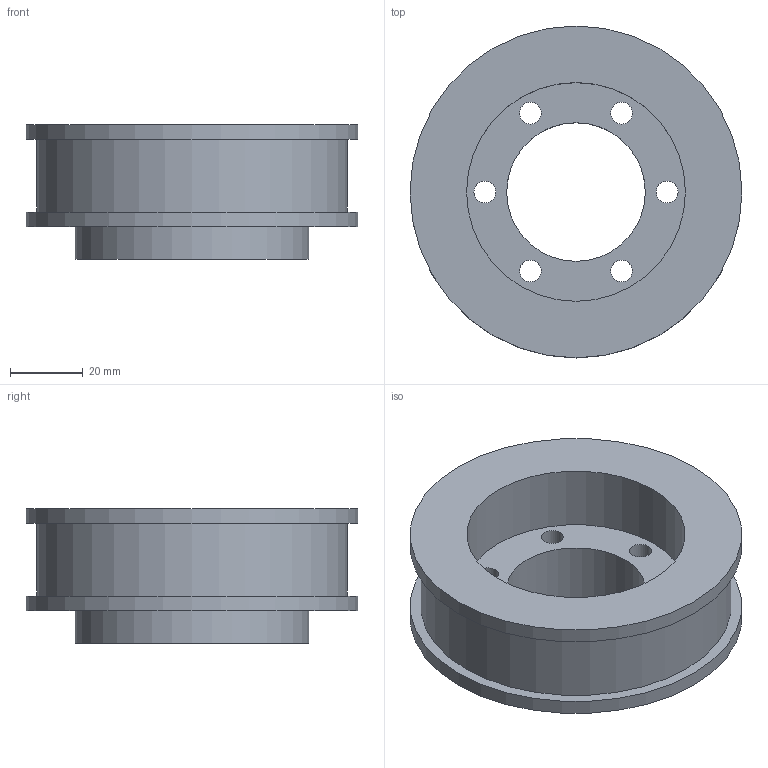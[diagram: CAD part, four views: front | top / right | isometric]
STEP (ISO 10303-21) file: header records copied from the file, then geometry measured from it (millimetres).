
FILE_DESCRIPTION(('FreeCAD Model'),'2;1');
FILE_NAME('poulie_usinee.step','2020-05-12T19:12:22',( 'Author'),(''),'Open CASCADE STEP processor 7.3','FreeCAD','Unknown' );
FILE_SCHEMA(('AUTOMOTIVE_DESIGN { 1 0 10303 214 1 1 1 1 }'));
Length unit declared in the file: millimetre
Products named in the file (1): poulie
Bounding box: 91 x 91 x 37 mm (x, y, z)
Volume: 119397 mm3; surface area: 29261.3 mm2
Topology: 1 solids, 1 shells, 18 faces, 36 edges, 24 vertices
Faces by surface type: cylinder 12, plane 6
Full cylindrical faces by diameter (mm): 6 x6, 38 x1, 60 x1, 64 x1, 85.22 x1, 91 x2
Entity records: 1025 total; most frequent: CARTESIAN_POINT 199, DIRECTION 162, ORIENTED_EDGE 72, PCURVE 72, DEFINITIONAL_REPRESENTATION 72, LINE 60, VECTOR 60, AXIS2_PLACEMENT_3D 43
